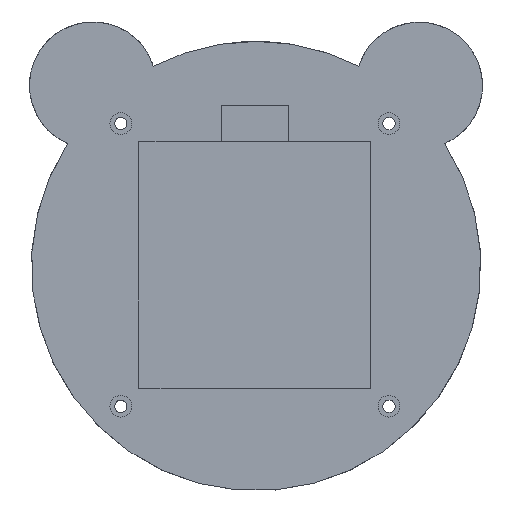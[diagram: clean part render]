
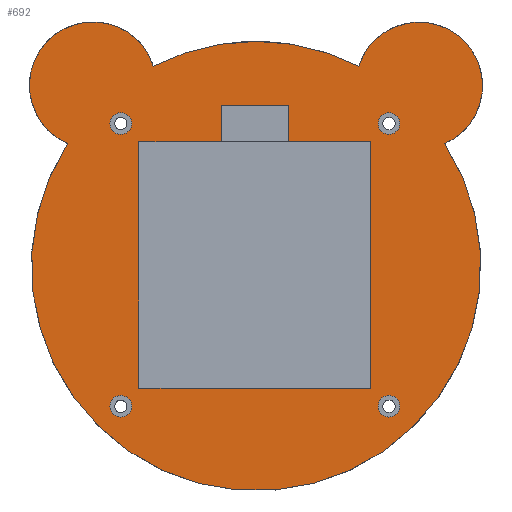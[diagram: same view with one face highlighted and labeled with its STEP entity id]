
A CAD part, top view. The second image highlights one B-rep face of the part: STEP entity #692.
In plain terms, the highlighted planar face has unit normal (0, 0, 1).
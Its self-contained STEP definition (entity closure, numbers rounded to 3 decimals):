
#20=FACE_BOUND('',#247,.T.);
#21=FACE_BOUND('',#248,.T.);
#22=FACE_BOUND('',#249,.T.);
#23=FACE_BOUND('',#250,.T.);
#24=FACE_BOUND('',#251,.T.);
#40=PLANE('',#745);
#69=LINE('',#1566,#119);
#73=LINE('',#1573,#123);
#75=LINE('',#1577,#125);
#79=LINE('',#1591,#129);
#80=LINE('',#1593,#130);
#81=LINE('',#1595,#131);
#82=LINE('',#1597,#132);
#83=LINE('',#1598,#133);
#119=VECTOR('',#852,10.);
#123=VECTOR('',#858,10.);
#125=VECTOR('',#862,10.);
#129=VECTOR('',#878,10.);
#130=VECTOR('',#879,10.);
#131=VECTOR('',#880,10.);
#132=VECTOR('',#881,10.);
#133=VECTOR('',#882,10.);
#200=FACE_OUTER_BOUND('',#246,.T.);
#246=EDGE_LOOP('',(#565,#566,#567,#568));
#247=EDGE_LOOP('',(#569));
#248=EDGE_LOOP('',(#570));
#249=EDGE_LOOP('',(#571,#572,#573,#574,#575,#576,#577,#578));
#250=EDGE_LOOP('',(#579));
#251=EDGE_LOOP('',(#580));
#291=CIRCLE('',#728,62.);
#299=CIRCLE('',#740,62.);
#300=CIRCLE('',#746,17.5);
#301=CIRCLE('',#747,17.5);
#302=CIRCLE('',#748,3.);
#303=CIRCLE('',#749,3.);
#304=CIRCLE('',#750,3.);
#305=CIRCLE('',#751,3.);
#329=VERTEX_POINT('',#1206);
#330=VERTEX_POINT('',#1208);
#350=VERTEX_POINT('',#1558);
#351=VERTEX_POINT('',#1560);
#352=VERTEX_POINT('',#1564);
#353=VERTEX_POINT('',#1565);
#355=VERTEX_POINT('',#1572);
#356=VERTEX_POINT('',#1576);
#358=VERTEX_POINT('',#1586);
#359=VERTEX_POINT('',#1588);
#360=VERTEX_POINT('',#1590);
#361=VERTEX_POINT('',#1592);
#362=VERTEX_POINT('',#1594);
#363=VERTEX_POINT('',#1596);
#364=VERTEX_POINT('',#1599);
#365=VERTEX_POINT('',#1601);
#396=EDGE_CURVE('',#330,#329,#291,.T.);
#424=EDGE_CURVE('',#351,#350,#299,.T.);
#426=EDGE_CURVE('',#352,#353,#69,.T.);
#430=EDGE_CURVE('',#355,#352,#73,.T.);
#432=EDGE_CURVE('',#356,#355,#75,.T.);
#436=EDGE_CURVE('',#329,#351,#300,.T.);
#437=EDGE_CURVE('',#350,#330,#301,.T.);
#438=EDGE_CURVE('',#358,#358,#302,.T.);
#439=EDGE_CURVE('',#359,#359,#303,.T.);
#440=EDGE_CURVE('',#353,#360,#79,.T.);
#441=EDGE_CURVE('',#360,#361,#80,.T.);
#442=EDGE_CURVE('',#361,#362,#81,.T.);
#443=EDGE_CURVE('',#362,#363,#82,.T.);
#444=EDGE_CURVE('',#363,#356,#83,.T.);
#445=EDGE_CURVE('',#364,#364,#304,.T.);
#446=EDGE_CURVE('',#365,#365,#305,.T.);
#565=ORIENTED_EDGE('',*,*,#396,.T.);
#566=ORIENTED_EDGE('',*,*,#436,.T.);
#567=ORIENTED_EDGE('',*,*,#424,.T.);
#568=ORIENTED_EDGE('',*,*,#437,.T.);
#569=ORIENTED_EDGE('',*,*,#438,.T.);
#570=ORIENTED_EDGE('',*,*,#439,.T.);
#571=ORIENTED_EDGE('',*,*,#432,.T.);
#572=ORIENTED_EDGE('',*,*,#430,.T.);
#573=ORIENTED_EDGE('',*,*,#426,.T.);
#574=ORIENTED_EDGE('',*,*,#440,.T.);
#575=ORIENTED_EDGE('',*,*,#441,.T.);
#576=ORIENTED_EDGE('',*,*,#442,.T.);
#577=ORIENTED_EDGE('',*,*,#443,.T.);
#578=ORIENTED_EDGE('',*,*,#444,.T.);
#579=ORIENTED_EDGE('',*,*,#445,.T.);
#580=ORIENTED_EDGE('',*,*,#446,.T.);
#692=ADVANCED_FACE('',(#200,#20,#21,#22,#23,#24),#40,.T.);
#728=AXIS2_PLACEMENT_3D('',#1209,#810,#811);
#740=AXIS2_PLACEMENT_3D('',#1561,#847,#848);
#745=AXIS2_PLACEMENT_3D('',#1583,#868,#869);
#746=AXIS2_PLACEMENT_3D('',#1584,#870,#871);
#747=AXIS2_PLACEMENT_3D('',#1585,#872,#873);
#748=AXIS2_PLACEMENT_3D('',#1587,#874,#875);
#749=AXIS2_PLACEMENT_3D('',#1589,#876,#877);
#750=AXIS2_PLACEMENT_3D('',#1600,#883,#884);
#751=AXIS2_PLACEMENT_3D('',#1602,#885,#886);
#810=DIRECTION('center_axis',(0.,0.,1.));
#811=DIRECTION('ref_axis',(1.,0.,0.));
#847=DIRECTION('center_axis',(0.,0.,1.));
#848=DIRECTION('ref_axis',(1.,0.,0.));
#852=DIRECTION('',(0.,-1.,0.));
#858=DIRECTION('',(1.,0.,0.));
#862=DIRECTION('',(0.,1.,0.));
#868=DIRECTION('center_axis',(0.,0.,1.));
#869=DIRECTION('ref_axis',(1.,0.,0.));
#870=DIRECTION('center_axis',(0.,0.,1.));
#871=DIRECTION('ref_axis',(1.,0.,0.));
#872=DIRECTION('center_axis',(0.,0.,1.));
#873=DIRECTION('ref_axis',(1.,0.,0.));
#874=DIRECTION('center_axis',(0.,0.,-1.));
#875=DIRECTION('ref_axis',(1.,0.,0.));
#876=DIRECTION('center_axis',(0.,0.,-1.));
#877=DIRECTION('ref_axis',(1.,0.,0.));
#878=DIRECTION('',(1.,0.,0.));
#879=DIRECTION('',(0.,-1.,0.));
#880=DIRECTION('',(-1.,0.,0.));
#881=DIRECTION('',(0.,1.,0.));
#882=DIRECTION('',(1.,0.,0.));
#883=DIRECTION('center_axis',(0.,0.,-1.));
#884=DIRECTION('ref_axis',(1.,0.,0.));
#885=DIRECTION('center_axis',(0.,0.,-1.));
#886=DIRECTION('ref_axis',(1.,0.,0.));
#1206=CARTESIAN_POINT('',(84.328,67.455,13.));
#1208=CARTESIAN_POINT('',(-19.636,67.492,13.));
#1209=CARTESIAN_POINT('Origin',(32.334,33.682,13.));
#1558=CARTESIAN_POINT('',(3.998,88.828,13.));
#1560=CARTESIAN_POINT('',(60.646,88.84,13.));
#1561=CARTESIAN_POINT('Origin',(32.334,33.682,13.));
#1564=CARTESIAN_POINT('',(41.25,78.,13.));
#1565=CARTESIAN_POINT('',(41.25,68.,13.));
#1566=CARTESIAN_POINT('',(41.25,56.,13.));
#1572=CARTESIAN_POINT('',(22.75,78.,13.));
#1573=CARTESIAN_POINT('',(27.375,78.,13.));
#1576=CARTESIAN_POINT('',(22.75,68.,13.));
#1577=CARTESIAN_POINT('',(22.75,51.,13.));
#1583=CARTESIAN_POINT('Origin',(32.,34.,13.));
#1584=CARTESIAN_POINT('Origin',(77.306,83.484,13.));
#1585=CARTESIAN_POINT('Origin',(-12.689,83.554,13.));
#1586=CARTESIAN_POINT('',(-8.,-5.,13.));
#1587=CARTESIAN_POINT('Origin',(-5.,-5.,13.));
#1588=CARTESIAN_POINT('',(66.,-5.,13.));
#1589=CARTESIAN_POINT('Origin',(69.,-5.,13.));
#1590=CARTESIAN_POINT('',(64.,68.,13.));
#1591=CARTESIAN_POINT('',(64.,68.,13.));
#1592=CARTESIAN_POINT('',(64.,0.,13.));
#1593=CARTESIAN_POINT('',(64.,0.,13.));
#1594=CARTESIAN_POINT('',(0.,0.,13.));
#1595=CARTESIAN_POINT('',(0.,0.,13.));
#1596=CARTESIAN_POINT('',(0.,68.,13.));
#1597=CARTESIAN_POINT('',(0.,68.,13.));
#1598=CARTESIAN_POINT('',(64.,68.,13.));
#1599=CARTESIAN_POINT('',(-8.,73.,13.));
#1600=CARTESIAN_POINT('Origin',(-5.,73.,13.));
#1601=CARTESIAN_POINT('',(66.,73.,13.));
#1602=CARTESIAN_POINT('Origin',(69.,73.,13.));
